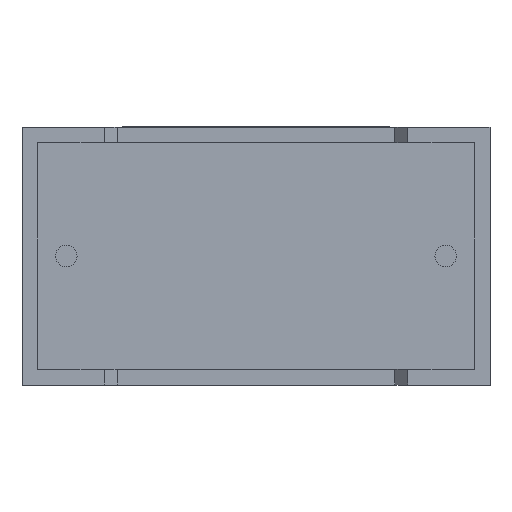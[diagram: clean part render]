
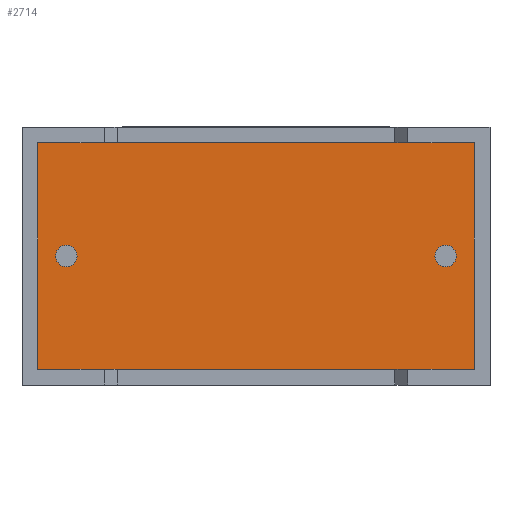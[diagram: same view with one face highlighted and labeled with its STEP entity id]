
A CAD part, front view. The second image highlights one B-rep face of the part: STEP entity #2714.
In plain terms, the highlighted planar face has unit normal (0, -1, 0).
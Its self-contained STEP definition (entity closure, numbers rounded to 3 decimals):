
#11 = EDGE_CURVE ( 'NONE', #500, #1837, #1737, .T. ) ;
#17 = CARTESIAN_POINT ( 'NONE',  ( 1.75, 0.75, 5.1 ) ) ;
#101 = DIRECTION ( 'NONE',  ( 0., 0., -1. ) ) ;
#151 = VECTOR ( 'NONE', #1731, 1000. ) ;
#190 = ORIENTED_EDGE ( 'NONE', *, *, #11, .T. ) ;
#227 = ORIENTED_EDGE ( 'NONE', *, *, #2259, .F. ) ;
#259 = DIRECTION ( 'NONE',  ( 0., 0., -1. ) ) ;
#294 = VECTOR ( 'NONE', #2664, 1000. ) ;
#338 = DIRECTION ( 'NONE',  ( -1., 0., 0. ) ) ;
#356 = LINE ( 'NONE', #2704, #151 ) ;
#440 = ORIENTED_EDGE ( 'NONE', *, *, #2998, .F. ) ;
#446 = EDGE_LOOP ( 'NONE', ( #227, #684 ) ) ;
#500 = VERTEX_POINT ( 'NONE', #1021 ) ;
#560 = DIRECTION ( 'NONE',  ( 0., -1., 0. ) ) ;
#565 = CIRCLE ( 'NONE', #770, 0.425 ) ;
#574 = AXIS2_PLACEMENT_3D ( 'NONE', #17, #2113, #2614 ) ;
#600 = EDGE_CURVE ( 'NONE', #1837, #1892, #356, .T. ) ;
#614 = CARTESIAN_POINT ( 'NONE',  ( 16.75, 0.75, 4.675 ) ) ;
#636 = CARTESIAN_POINT ( 'NONE',  ( 16.75, 0.75, 5.1 ) ) ;
#662 = EDGE_CURVE ( 'NONE', #1892, #712, #1804, .T. ) ;
#684 = ORIENTED_EDGE ( 'NONE', *, *, #2901, .F. ) ;
#712 = VERTEX_POINT ( 'NONE', #1357 ) ;
#728 = DIRECTION ( 'NONE',  ( 0., -1., 0. ) ) ;
#770 = AXIS2_PLACEMENT_3D ( 'NONE', #636, #2506, #1335 ) ;
#881 = LINE ( 'NONE', #1825, #1105 ) ;
#915 = EDGE_LOOP ( 'NONE', ( #1025, #190, #2329, #1592 ) ) ;
#1021 = CARTESIAN_POINT ( 'NONE',  ( 0.617, 0.75, 0.617 ) ) ;
#1025 = ORIENTED_EDGE ( 'NONE', *, *, #2978, .T. ) ;
#1032 = CARTESIAN_POINT ( 'NONE',  ( 1.75, 0.75, 4.675 ) ) ;
#1040 = VECTOR ( 'NONE', #338, 1000. ) ;
#1066 = CARTESIAN_POINT ( 'NONE',  ( 17.883, 0.75, 9.583 ) ) ;
#1100 = CIRCLE ( 'NONE', #2351, 0.425 ) ;
#1105 = VECTOR ( 'NONE', #2477, 1000. ) ;
#1162 = FACE_OUTER_BOUND ( 'NONE', #915, .T. ) ;
#1191 = ORIENTED_EDGE ( 'NONE', *, *, #1974, .F. ) ;
#1335 = DIRECTION ( 'NONE',  ( 0., 0., -1. ) ) ;
#1357 = CARTESIAN_POINT ( 'NONE',  ( 0.617, 0.75, 9.583 ) ) ;
#1562 = CARTESIAN_POINT ( 'NONE',  ( 1.75, 0.75, 5.525 ) ) ;
#1592 = ORIENTED_EDGE ( 'NONE', *, *, #662, .T. ) ;
#1655 = CARTESIAN_POINT ( 'NONE',  ( 0., 0.75, 0. ) ) ;
#1669 = CARTESIAN_POINT ( 'NONE',  ( 16.75, 0.75, 5.1 ) ) ;
#1712 = FACE_BOUND ( 'NONE', #1927, .T. ) ;
#1723 = PLANE ( 'NONE',  #2050 ) ;
#1731 = DIRECTION ( 'NONE',  ( 0., 0., 1. ) ) ;
#1737 = LINE ( 'NONE', #2686, #294 ) ;
#1742 = VERTEX_POINT ( 'NONE', #1562 ) ;
#1804 = LINE ( 'NONE', #1066, #1040 ) ;
#1825 = CARTESIAN_POINT ( 'NONE',  ( 0.617, 0.75, 9.583 ) ) ;
#1837 = VERTEX_POINT ( 'NONE', #2817 ) ;
#1892 = VERTEX_POINT ( 'NONE', #2133 ) ;
#1911 = CIRCLE ( 'NONE', #574, 0.425 ) ;
#1927 = EDGE_LOOP ( 'NONE', ( #1191, #440 ) ) ;
#1974 = EDGE_CURVE ( 'NONE', #1742, #2078, #2346, .T. ) ;
#1977 = CARTESIAN_POINT ( 'NONE',  ( 16.75, 0.75, 5.525 ) ) ;
#2050 = AXIS2_PLACEMENT_3D ( 'NONE', #1655, #560, #101 ) ;
#2063 = VERTEX_POINT ( 'NONE', #614 ) ;
#2078 = VERTEX_POINT ( 'NONE', #1032 ) ;
#2113 = DIRECTION ( 'NONE',  ( 0., -1., 0. ) ) ;
#2133 = CARTESIAN_POINT ( 'NONE',  ( 17.883, 0.75, 9.583 ) ) ;
#2259 = EDGE_CURVE ( 'NONE', #2755, #2063, #1100, .T. ) ;
#2329 = ORIENTED_EDGE ( 'NONE', *, *, #600, .T. ) ;
#2346 = CIRCLE ( 'NONE', #2538, 0.425 ) ;
#2351 = AXIS2_PLACEMENT_3D ( 'NONE', #1669, #2617, #259 ) ;
#2373 = FACE_BOUND ( 'NONE', #446, .T. ) ;
#2477 = DIRECTION ( 'NONE',  ( 0., 0., -1. ) ) ;
#2506 = DIRECTION ( 'NONE',  ( 0., -1., 0. ) ) ;
#2538 = AXIS2_PLACEMENT_3D ( 'NONE', #2849, #728, #2620 ) ;
#2614 = DIRECTION ( 'NONE',  ( 0., 0., -1. ) ) ;
#2617 = DIRECTION ( 'NONE',  ( 0., -1., 0. ) ) ;
#2620 = DIRECTION ( 'NONE',  ( 0., 0., -1. ) ) ;
#2664 = DIRECTION ( 'NONE',  ( 1., 0., 0. ) ) ;
#2686 = CARTESIAN_POINT ( 'NONE',  ( 0.617, 0.75, 0.617 ) ) ;
#2704 = CARTESIAN_POINT ( 'NONE',  ( 17.883, 0.75, 0.617 ) ) ;
#2714 = ADVANCED_FACE ( 'NONE', ( #2373, #1162, #1712 ), #1723, .T. ) ;
#2755 = VERTEX_POINT ( 'NONE', #1977 ) ;
#2817 = CARTESIAN_POINT ( 'NONE',  ( 17.883, 0.75, 0.617 ) ) ;
#2849 = CARTESIAN_POINT ( 'NONE',  ( 1.75, 0.75, 5.1 ) ) ;
#2901 = EDGE_CURVE ( 'NONE', #2063, #2755, #565, .T. ) ;
#2978 = EDGE_CURVE ( 'NONE', #712, #500, #881, .T. ) ;
#2998 = EDGE_CURVE ( 'NONE', #2078, #1742, #1911, .T. ) ;
